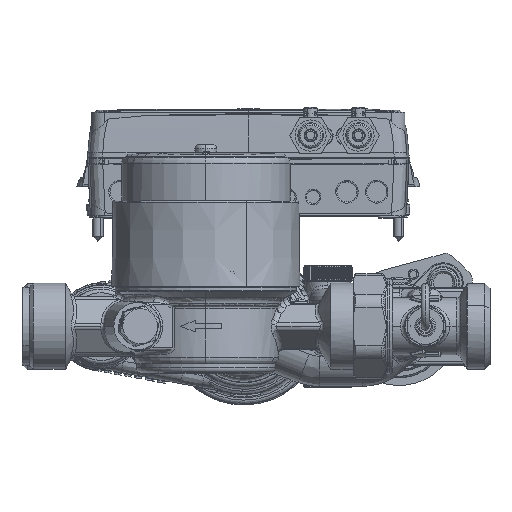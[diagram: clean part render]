
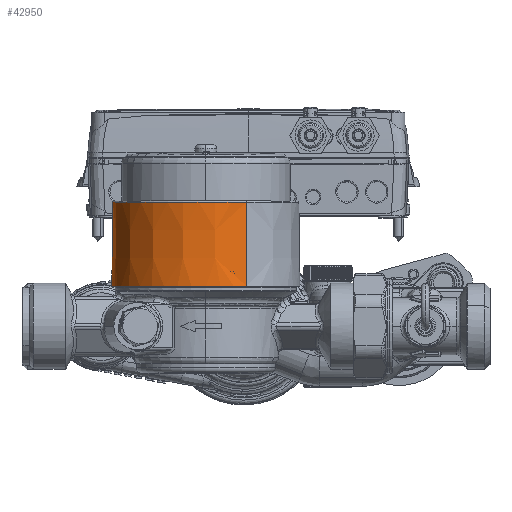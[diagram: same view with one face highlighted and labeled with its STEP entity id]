
A CAD part, top view. The second image highlights one B-rep face of the part: STEP entity #42950.
In plain terms, the highlighted conical face has half-angle 0.544 degrees and reference radius 35.988 mm.
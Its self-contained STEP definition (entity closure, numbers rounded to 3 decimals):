
#42148=CARTESIAN_POINT('Vertex',(1.203,15.4,112.68)) ;
#42154=CARTESIAN_POINT('Control Point',(-47.28,15.4,95.803)) ;
#42155=CARTESIAN_POINT('Control Point',(-45.738,15.4,98.992)) ;
#42156=CARTESIAN_POINT('Control Point',(-43.807,15.4,101.992)) ;
#42157=CARTESIAN_POINT('Control Point',(-41.517,15.4,104.742)) ;
#42158=CARTESIAN_POINT('Control Point',(-36.315,15.4,109.626)) ;
#42159=CARTESIAN_POINT('Control Point',(-30.091,15.4,113.117)) ;
#42160=CARTESIAN_POINT('Control Point',(-26.78,15.4,114.472)) ;
#42161=CARTESIAN_POINT('Control Point',(-19.894,15.4,116.348)) ;
#42162=CARTESIAN_POINT('Control Point',(-12.76,15.4,116.514)) ;
#42163=CARTESIAN_POINT('Control Point',(-9.2,15.4,116.16)) ;
#42164=CARTESIAN_POINT('Control Point',(-4.954,15.4,115.202)) ;
#42165=CARTESIAN_POINT('Control Point',(-0.925,15.4,113.639)) ;
#42166=CARTESIAN_POINT('Control Point',(-0.207,15.4,113.338)) ;
#42167=CARTESIAN_POINT('Control Point',(0.502,15.4,113.018)) ;
#42168=CARTESIAN_POINT('Control Point',(1.203,15.4,112.68)) ;
#42169=CARTESIAN_POINT('Vertex',(-47.28,15.4,95.803)) ;
#42173=CARTESIAN_POINT('Control Point',(-30.403,15.4,47.32)) ;
#42174=CARTESIAN_POINT('Control Point',(-32.891,15.4,48.524)) ;
#42175=CARTESIAN_POINT('Control Point',(-35.265,15.4,49.964)) ;
#42176=CARTESIAN_POINT('Control Point',(-37.494,15.4,51.626)) ;
#42177=CARTESIAN_POINT('Control Point',(-42.187,15.4,55.879)) ;
#42178=CARTESIAN_POINT('Control Point',(-45.87,15.4,61.055)) ;
#42179=CARTESIAN_POINT('Control Point',(-47.572,15.4,64.202)) ;
#42180=CARTESIAN_POINT('Control Point',(-50.173,15.4,70.847)) ;
#42181=CARTESIAN_POINT('Control Point',(-51.102,15.4,77.923)) ;
#42182=CARTESIAN_POINT('Control Point',(-51.13,15.4,81.501)) ;
#42183=CARTESIAN_POINT('Control Point',(-50.542,15.4,86.603)) ;
#42184=CARTESIAN_POINT('Control Point',(-49.084,15.4,91.496)) ;
#42185=CARTESIAN_POINT('Control Point',(-48.56,15.4,92.964)) ;
#42186=CARTESIAN_POINT('Control Point',(-47.957,15.4,94.402)) ;
#42187=CARTESIAN_POINT('Control Point',(-47.28,15.4,95.803)) ;
#42188=CARTESIAN_POINT('Vertex',(-30.403,15.4,47.32)) ;
#42890=CARTESIAN_POINT('Line Origine',(-2088.855,-498033.819,-4209.409)) ;
#42894=CARTESIAN_POINT('Vertex',(-30.269,47.805,47.597)) ;
#42908=CARTESIAN_POINT('Vertex',(1.069,47.805,112.403)) ;
#42911=CARTESIAN_POINT('Line Origine',(2059.655,-498033.819,4369.409)) ;
#42925=CARTESIAN_POINT('Axis2P3D Location',(-14.6,48.3,80.)) ;
#42930=CARTESIAN_POINT('Axis2P3D Location',(-14.6,47.805,80.)) ;
#42934=CARTESIAN_POINT('Vertex',(-47.003,47.805,95.669)) ;
#42937=CARTESIAN_POINT('Axis2P3D Location',(-14.6,47.805,80.)) ;
#42892=VECTOR('Line Direction',#42891,1.) ;
#42913=VECTOR('Line Direction',#42912,1.) ;
#42891=DIRECTION('Vector Direction',(-0.004,-1.,-0.009)) ;
#42912=DIRECTION('Vector Direction',(0.004,-1.,0.009)) ;
#42926=DIRECTION('Axis2P3D Direction',(0.,-1.,0.)) ;
#42927=DIRECTION('Axis2P3D XDirection',(0.435,0.,0.9)) ;
#42931=DIRECTION('Axis2P3D Direction',(0.,-1.,0.)) ;
#42938=DIRECTION('Axis2P3D Direction',(0.,-1.,0.)) ;
#42928=AXIS2_PLACEMENT_3D('Cone Axis2P3D',#42925,#42926,#42927) ;
#42932=AXIS2_PLACEMENT_3D('Circle Axis2P3D',#42930,#42931,$) ;
#42939=AXIS2_PLACEMENT_3D('Circle Axis2P3D',#42937,#42938,$) ;
#42893=LINE('Line',#42890,#42892) ;
#42914=LINE('Line',#42911,#42913) ;
#42933=CIRCLE('generated circle',#42932,35.992) ;
#42940=CIRCLE('generated circle',#42939,35.992) ;
#42929=CONICAL_SURFACE('Cone',#42928,35.988,0.009) ;
#42171=EDGE_CURVE('',#42170,#42149,#42153,.T.) ;
#42190=EDGE_CURVE('',#42189,#42170,#42172,.T.) ;
#42896=EDGE_CURVE('',#42189,#42895,#42893,.F.) ;
#42915=EDGE_CURVE('',#42909,#42149,#42914,.T.) ;
#42936=EDGE_CURVE('',#42909,#42935,#42933,.T.) ;
#42941=EDGE_CURVE('',#42935,#42895,#42940,.T.) ;
#42943=ORIENTED_EDGE('',*,*,#42915,.F.) ;
#42944=ORIENTED_EDGE('',*,*,#42936,.T.) ;
#42945=ORIENTED_EDGE('',*,*,#42941,.T.) ;
#42946=ORIENTED_EDGE('',*,*,#42896,.F.) ;
#42947=ORIENTED_EDGE('',*,*,#42190,.T.) ;
#42948=ORIENTED_EDGE('',*,*,#42171,.T.) ;
#42942=EDGE_LOOP('',(#42943,#42944,#42945,#42946,#42947,#42948)) ;
#42149=VERTEX_POINT('',#42148) ;
#42170=VERTEX_POINT('',#42169) ;
#42189=VERTEX_POINT('',#42188) ;
#42895=VERTEX_POINT('',#42894) ;
#42909=VERTEX_POINT('',#42908) ;
#42935=VERTEX_POINT('',#42934) ;
#42950=ADVANCED_FACE('PartBody',(#42949),#42929,.T.) ;
#42153=B_SPLINE_CURVE_WITH_KNOTS('',5,(#42154,#42155,#42156,#42157,#42158,#42159,#42160,#42161,#42162,#42163,#42164,#42165,#42166,#42167,#42168),.UNSPECIFIED.,.F.,.U.,(6,3,3,3,6),(0.,25.045,50.09,75.135,80.638),.UNSPECIFIED.) ;
#42172=B_SPLINE_CURVE_WITH_KNOTS('',5,(#42173,#42174,#42175,#42176,#42177,#42178,#42179,#42180,#42181,#42182,#42183,#42184,#42185,#42186,#42187),.UNSPECIFIED.,.F.,.U.,(6,3,3,3,6),(80.638,100.18,125.225,150.27,161.275),.UNSPECIFIED.) ;
#42949=FACE_OUTER_BOUND('',#42942,.T.) ;
